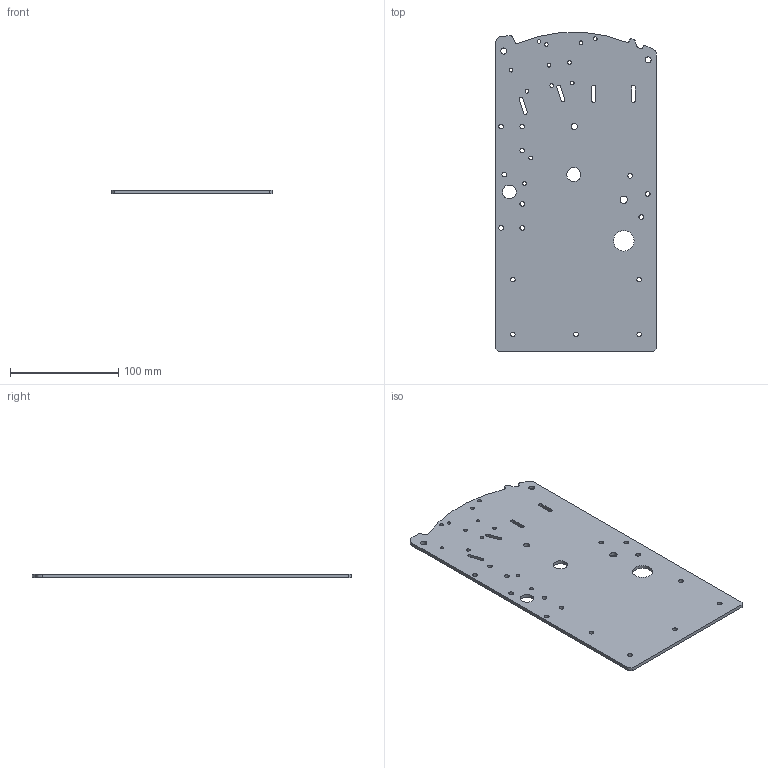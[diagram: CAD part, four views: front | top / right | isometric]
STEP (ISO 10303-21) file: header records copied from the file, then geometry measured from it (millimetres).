
FILE_DESCRIPTION(/* description */ ('RH Throttle Base Plate'),/* implementation_level */ '2;1');
FILE_NAME(/* name */ 'OH4A9-11_RH Throttle Base Plate_-_v45.step',/* time_stamp */ '2023-05-23T22:53:40-05:00',/* author */ (''),/* organization */ (''),/* preprocessor_version */ 'ST-DEVELOPER v19.2',/* originating_system */ 'Autodesk Translation Framework v12.4.0.73',/* authorisation */ '');
FILE_SCHEMA (('AUTOMOTIVE_DESIGN { 1 0 10303 214 3 1 1 }'));
Length unit declared in the file: inch
Products named in the file (1): OH4A9-11
Bounding box: 148.72 x 295.5 x 3.17 mm (x, y, z)
Volume: 133370.5 mm3; surface area: 89000 mm2
Topology: 1 solids, 1 shells, 76 faces, 222 edges, 148 vertices
Faces by surface type: cylinder 54, plane 22
Full cylindrical faces by diameter (mm): 3.454 x12, 4.305 x15, 5.613 x3, 6.756 x1, 12.7 x1, 13.017 x1, 19.05 x1
Entity records: 2768 total; most frequent: DIRECTION 484, CARTESIAN_POINT 447, ORIENTED_EDGE 444, EDGE_CURVE 222, AXIS2_PLACEMENT_3D 185, EDGE_LOOP 152, VERTEX_POINT 148, LINE 114
